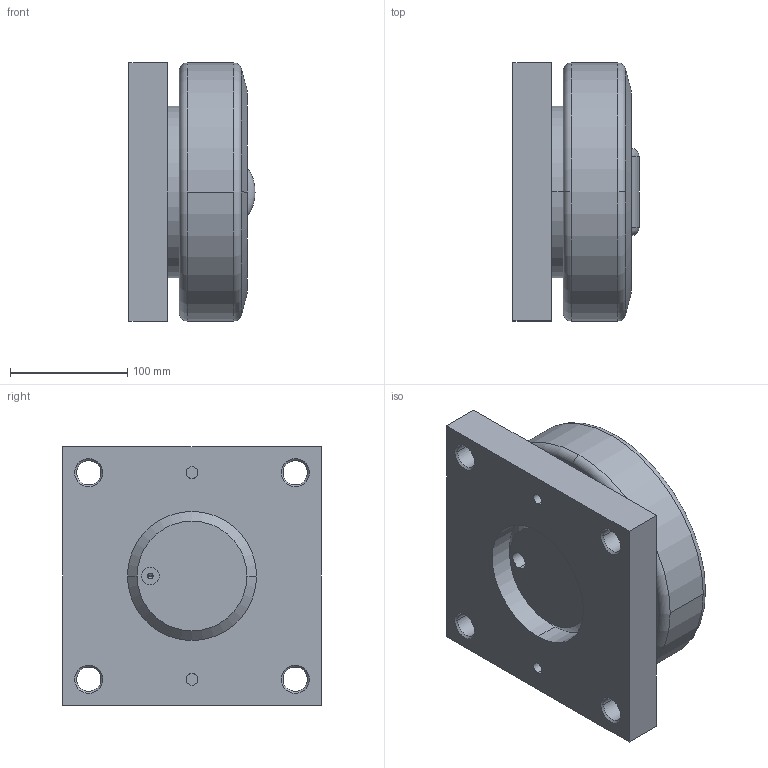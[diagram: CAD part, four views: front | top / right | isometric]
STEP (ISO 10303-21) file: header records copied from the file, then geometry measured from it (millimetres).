
FILE_DESCRIPTION(('STEP AP214'),'1');
FILE_NAME('4_091_ap_91-q.stp','2021-05-26T03:50:09',('TraceParts'),('TraceParts S.A.'),'Spatial InterOp 3D',' ',' ');
FILE_SCHEMA(('AUTOMOTIVE_DESIGN { 1 0 10303 214 1 1 1 1 }'));
Length unit declared in the file: millimetre
Products named in the file (1): 4_091_ap_91-q
Bounding box: 107.5 x 220 x 220 mm (x, y, z)
Volume: 3729118.4 mm3; surface area: 225554.6 mm2
Topology: 1 solids, 1 shells, 75 faces, 182 edges, 114 vertices
Faces by surface type: cylinder 26, cone 24, plane 19, torus 6
Entity records: 2498 total; most frequent: CARTESIAN_POINT 642, DIRECTION 417, ORIENTED_EDGE 360, EDGE_CURVE 180, AXIS2_PLACEMENT_3D 169, VERTEX_POINT 114, EDGE_LOOP 94, CIRCLE 93
